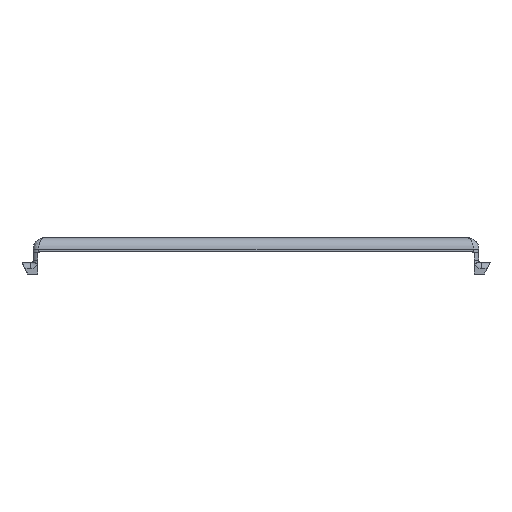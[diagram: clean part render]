
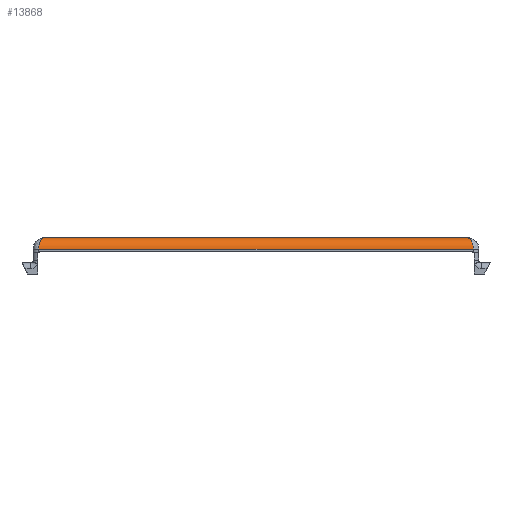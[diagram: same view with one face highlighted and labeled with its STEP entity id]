
A CAD part, left-side view. The second image highlights one B-rep face of the part: STEP entity #13868.
In plain terms, the highlighted cylindrical face has radius 2 mm (diameter 4 mm), a partial arc.
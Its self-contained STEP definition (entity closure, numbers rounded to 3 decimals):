
#1205=ELLIPSE('',#14762,2.236,2.);
#1206=ELLIPSE('',#14771,2.236,2.);
#1229=FACE_OUTER_BOUND('',#2021,.T.);
#2021=EDGE_LOOP('',(#9789,#9790,#9791,#9792));
#2903=LINE('',#18795,#4586);
#2906=LINE('',#18803,#4589);
#4586=VECTOR('',#15569,10.);
#4589=VECTOR('',#15576,10.);
#6347=VERTEX_POINT('',#18713);
#6348=VERTEX_POINT('',#18746);
#6358=VERTEX_POINT('',#18794);
#6361=VERTEX_POINT('',#18802);
#7710=EDGE_CURVE('',#6348,#6347,#1205,.T.);
#7724=EDGE_CURVE('',#6358,#6347,#2903,.T.);
#7728=EDGE_CURVE('',#6348,#6361,#2906,.T.);
#7729=EDGE_CURVE('',#6358,#6361,#1206,.T.);
#9789=ORIENTED_EDGE('',*,*,#7710,.F.);
#9790=ORIENTED_EDGE('',*,*,#7728,.T.);
#9791=ORIENTED_EDGE('',*,*,#7729,.F.);
#9792=ORIENTED_EDGE('',*,*,#7724,.T.);
#13824=CYLINDRICAL_SURFACE('',#14770,2.);
#13868=ADVANCED_FACE('',(#1229),#13824,.T.);
#14762=AXIS2_PLACEMENT_3D('',#18748,#15547,#15548);
#14770=AXIS2_PLACEMENT_3D('',#18801,#15574,#15575);
#14771=AXIS2_PLACEMENT_3D('',#18804,#15577,#15578);
#15547=DIRECTION('center_axis',(0.447,-0.894,0.));
#15548=DIRECTION('ref_axis',(-0.894,-0.447,0.));
#15569=DIRECTION('',(0.,-1.,0.));
#15574=DIRECTION('center_axis',(0.,-1.,0.));
#15575=DIRECTION('ref_axis',(-0.707,0.,0.707));
#15576=DIRECTION('',(0.,1.,0.));
#15577=DIRECTION('center_axis',(0.447,0.894,0.));
#15578=DIRECTION('ref_axis',(-0.894,0.447,0.));
#18713=CARTESIAN_POINT('',(76.,6.,0.5));
#18746=CARTESIAN_POINT('',(78.,7.,2.5));
#18748=CARTESIAN_POINT('Origin',(78.,7.,0.5));
#18794=CARTESIAN_POINT('',(76.,84.,0.5));
#18795=CARTESIAN_POINT('',(76.,60.,0.5));
#18801=CARTESIAN_POINT('Origin',(78.,60.,0.5));
#18802=CARTESIAN_POINT('',(78.,83.,2.5));
#18803=CARTESIAN_POINT('',(78.,60.,2.5));
#18804=CARTESIAN_POINT('Origin',(78.,83.,0.5));
